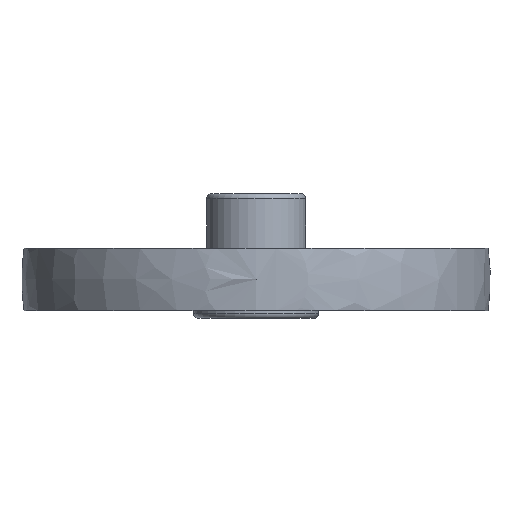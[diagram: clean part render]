
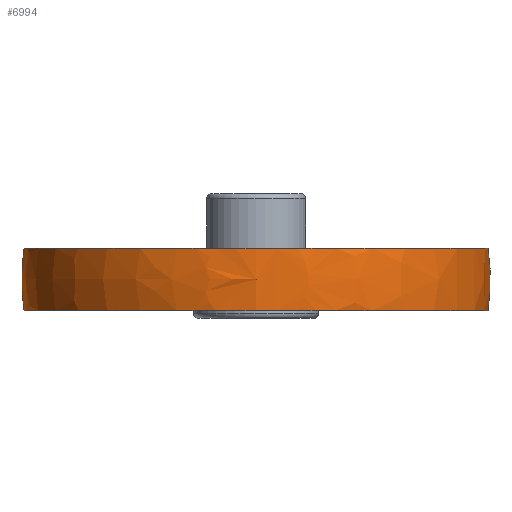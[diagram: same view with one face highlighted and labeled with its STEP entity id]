
A CAD part, front view. The second image highlights one B-rep face of the part: STEP entity #6994.
In plain terms, the highlighted spherical face has radius 45 mm.
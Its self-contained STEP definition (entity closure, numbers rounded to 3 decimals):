
#293 = CIRCLE ( 'NONE', #10240, 44.598 ) ;
#409 = DIRECTION ( 'NONE',  ( 0., 0., 1. ) ) ;
#464 = CARTESIAN_POINT ( 'NONE',  ( 25.973, 57.692, 67.319 ) ) ;
#1473 = DIRECTION ( 'NONE',  ( 1., 0., 0. ) ) ;
#1539 = ORIENTED_EDGE ( 'NONE', *, *, #8491, .T. ) ;
#2104 = VERTEX_POINT ( 'NONE', #11122 ) ;
#2138 = ORIENTED_EDGE ( 'NONE', *, *, #8492, .T. ) ;
#2252 = VERTEX_POINT ( 'NONE', #6561 ) ;
#2266 = ORIENTED_EDGE ( 'NONE', *, *, #8505, .F. ) ;
#2920 = CIRCLE ( 'NONE', #10272, 45. ) ;
#3453 = DIRECTION ( 'NONE',  ( 0., 1., 0. ) ) ;
#3746 = DIRECTION ( 'NONE',  ( 0., -1., 0. ) ) ;
#4384 = DIRECTION ( 'NONE',  ( 0., -1., 0. ) ) ;
#5126 = CARTESIAN_POINT ( 'NONE',  ( -18.625, 57.692, 55.319 ) ) ;
#5726 = ORIENTED_EDGE ( 'NONE', *, *, #8506, .F. ) ;
#6384 = CARTESIAN_POINT ( 'NONE',  ( 25.973, 57.692, 55.319 ) ) ;
#6561 = CARTESIAN_POINT ( 'NONE',  ( 70.571, 57.692, 55.319 ) ) ;
#6938 = VERTEX_POINT ( 'NONE', #10767 ) ;
#6994 = ADVANCED_FACE ( 'NONE', ( #9985 ), #11884, .T. ) ;
#7445 = DIRECTION ( 'NONE',  ( 1., 0., 0. ) ) ;
#7487 = DIRECTION ( 'NONE',  ( 0., 0., 1. ) ) ;
#7780 = CARTESIAN_POINT ( 'NONE',  ( 25.973, 57.692, 61.319 ) ) ;
#8045 = CIRCLE ( 'NONE', #10222, 45. ) ;
#8412 = CIRCLE ( 'NONE', #10248, 44.598 ) ;
#8491 = EDGE_CURVE ( 'NONE', #2252, #2104, #2920, .T. ) ;
#8492 = EDGE_CURVE ( 'NONE', #11991, #2252, #8412, .T. ) ;
#8505 = EDGE_CURVE ( 'NONE', #6938, #2104, #293, .T. ) ;
#8506 = EDGE_CURVE ( 'NONE', #11991, #6938, #8045, .T. ) ;
#9627 = CARTESIAN_POINT ( 'NONE',  ( 25.973, 57.692, 61.319 ) ) ;
#9696 = EDGE_LOOP ( 'NONE', ( #2138, #1539, #2266, #5726 ) ) ;
#9985 = FACE_OUTER_BOUND ( 'NONE', #9696, .T. ) ;
#10222 = AXIS2_PLACEMENT_3D ( 'NONE', #9627, #3453, #10642 ) ;
#10240 = AXIS2_PLACEMENT_3D ( 'NONE', #464, #7487, #1473 ) ;
#10248 = AXIS2_PLACEMENT_3D ( 'NONE', #6384, #409, #7445 ) ;
#10272 = AXIS2_PLACEMENT_3D ( 'NONE', #10546, #4384, #11557 ) ;
#10546 = CARTESIAN_POINT ( 'NONE',  ( 25.973, 57.692, 61.319 ) ) ;
#10642 = DIRECTION ( 'NONE',  ( 0., 0., 1. ) ) ;
#10767 = CARTESIAN_POINT ( 'NONE',  ( -18.625, 57.692, 67.319 ) ) ;
#10933 = DIRECTION ( 'NONE',  ( -1., 0., 0. ) ) ;
#11122 = CARTESIAN_POINT ( 'NONE',  ( 70.571, 57.692, 67.319 ) ) ;
#11557 = DIRECTION ( 'NONE',  ( 1., 0., 0. ) ) ;
#11884 = SPHERICAL_SURFACE ( 'NONE', #12981, 45. ) ;
#11991 = VERTEX_POINT ( 'NONE', #5126 ) ;
#12981 = AXIS2_PLACEMENT_3D ( 'NONE', #7780, #3746, #10933 ) ;
